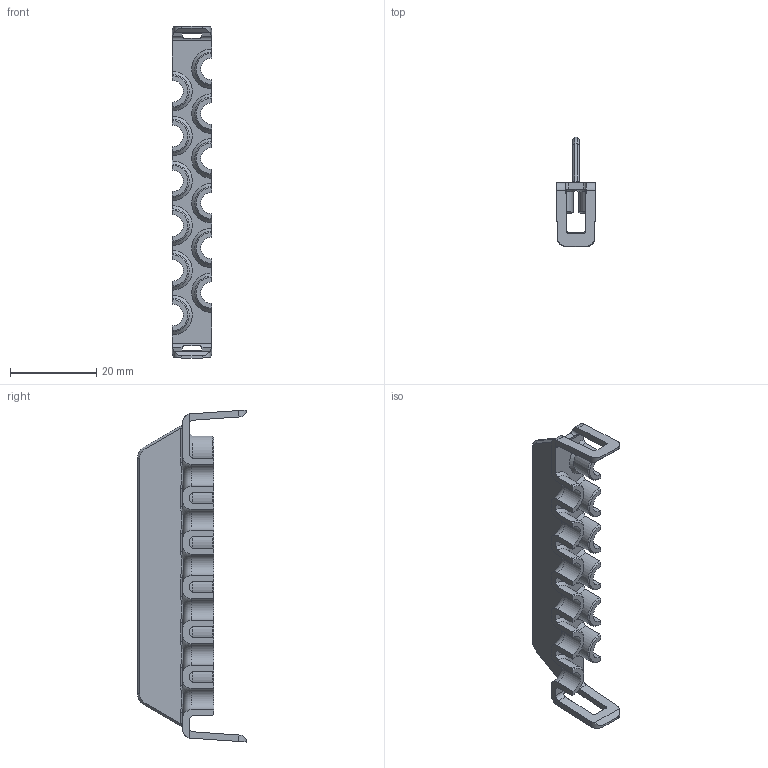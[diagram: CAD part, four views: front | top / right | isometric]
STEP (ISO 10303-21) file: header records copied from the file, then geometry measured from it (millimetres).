
FILE_DESCRIPTION((''),'2;1');
FILE_NAME('PDM-UT5_NCF_ASM','2019-12-17T08:45:38',('jwisneski'),(''),'CREO PARAMETRIC BY PTC INC, 2017110','CREO PARAMETRIC BY PTC INC, 2017110','');
FILE_SCHEMA(('CONFIG_CONTROL_DESIGN'));
Length unit declared in the file: millimetre
Products named in the file (2): C38-1026_NCF; PDM-UT5_NCF_ASM
Assembly tree (1 placements, depth 2):
  PDM-UT5_NCF_ASM
    C38-1026_NCF
Bounding box: 9.1 x 25.3 x 77.13 mm (x, y, z)
Volume: 2909.5 mm3; surface area: 4513.7 mm2
Topology: 1 solids, 1 shells, 186 faces, 536 edges, 348 vertices
Faces by surface type: plane 70, cylinder 64, cone 28, bspline 12, torus 12
Entity records: 7645 total; most frequent: CARTESIAN_POINT 2783, ORIENTED_EDGE 1072, DIRECTION 954, EDGE_CURVE 536, VERTEX_POINT 348, AXIS2_PLACEMENT_3D 333, VECTOR 288, LINE 288
